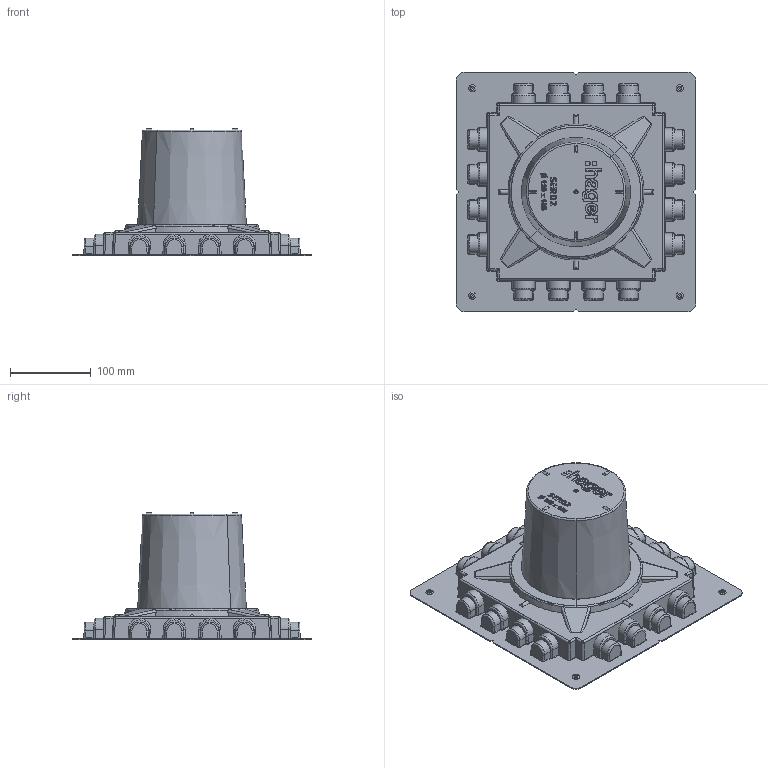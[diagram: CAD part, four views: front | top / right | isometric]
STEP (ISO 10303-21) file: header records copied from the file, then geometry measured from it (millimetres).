
FILE_DESCRIPTION((''),'2;1');
FILE_NAME('T-00107','2024-09-13T14:43:30',('goergem'),(''),'CREO PARAMETRIC BY PTC INC, 2022281','CREO PARAMETRIC BY PTC INC, 2022281','');
FILE_SCHEMA(('AUTOMOTIVE_DESIGN { 1 0 10303 214 1 1 1 1 }'));
Length unit declared in the file: millimetre
Products named in the file (1): T-00107
Bounding box: 296 x 296 x 157.47 mm (x, y, z)
Volume: 222190.4 mm3; surface area: 343831.8 mm2
Topology: 1 solids, 1 shells, 2742 faces, 6687 edges, 4021 vertices
Faces by surface type: cylinder 805, bspline 766, plane 629, extrusion 294, torus 122, cone 90, sphere 36
Entity records: 183487 total; most frequent: CARTESIAN_POINT 121725, ORIENTED_EDGE 13214, DIRECTION 9893, EDGE_CURVE 6607, VERTEX_POINT 3942, VECTOR 3324, AXIS2_PLACEMENT_3D 3271, LINE 3030
